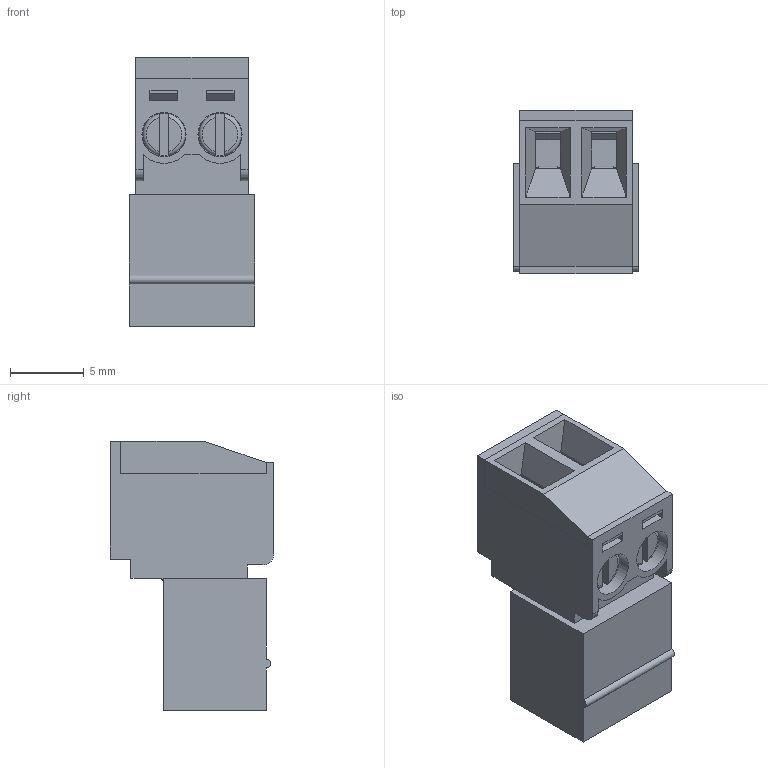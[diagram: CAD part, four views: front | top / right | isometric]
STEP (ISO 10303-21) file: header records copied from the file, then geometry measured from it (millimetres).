
FILE_DESCRIPTION( ( 'Unknown' ), '1' );
FILE_NAME( '691348300002.stp', 'Unknown', ( 'Unknown' ), ( 'Unknown' ), 'PSStep 17.0.49', 'Unknown', ' ' );
FILE_SCHEMA( ( 'AUTOMOTIVE_DESIGN { 1 0 10303 214 1 1 1 1 }' ) );
Length unit declared in the file: millimetre
Products named in the file (6): Assem1; 691348300002; 691348300002_CAPOT; 6913483000xx_Cage; 6913483000xx_Pin; 6913483000xx_vis
Assembly tree (8 placements, depth 2):
  Assem1
    691348300002
    691348300002_CAPOT
    6913483000xx_Cage  x2
    6913483000xx_Pin  x2
    6913483000xx_vis  x2
Bounding box: 8.5 x 11.1 x 18.3 mm (x, y, z)
Volume: 752.7 mm3; surface area: 2363.5 mm2
Topology: 8 solids, 8 shells, 352 faces, 938 edges, 616 vertices
Faces by surface type: plane 302, cylinder 42, torus 8
Full cylindrical faces by diameter (mm): 1.45 x2, 1.6 x2, 1.9 x4, 2 x2, 2.9 x2, 3 x2
Entity records: 11648 total; most frequent: CARTESIAN_POINT 1648, ORIENTED_EDGE 1572, DIRECTION 1472, EDGE_CURVE 786, LINE 696, VECTOR 696, VERTEX_POINT 524, AXIS2_PLACEMENT_3D 388
